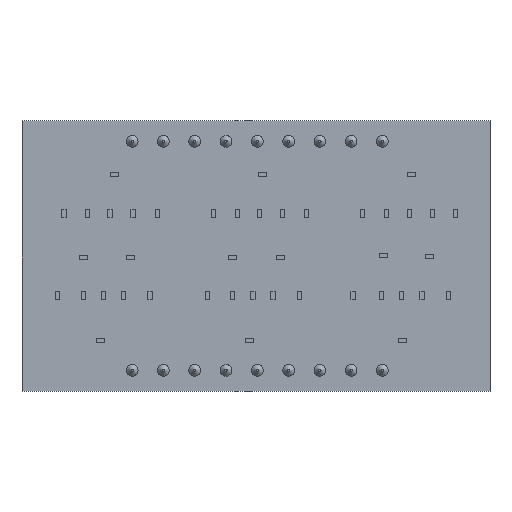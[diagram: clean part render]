
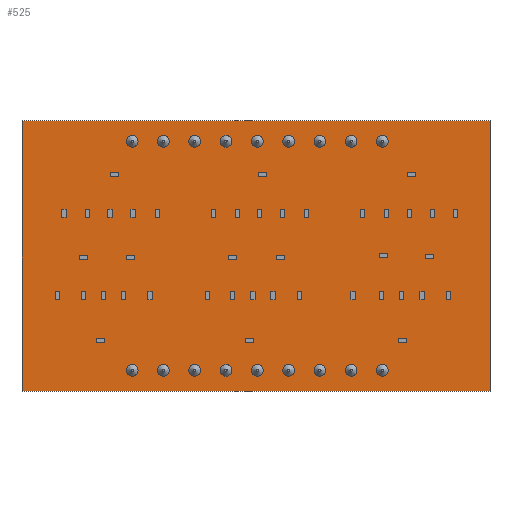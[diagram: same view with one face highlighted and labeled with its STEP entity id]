
A CAD part, top view. The second image highlights one B-rep face of the part: STEP entity #525.
In plain terms, the highlighted planar face has unit normal (0, 0, 1).
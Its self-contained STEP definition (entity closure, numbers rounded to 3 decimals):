
#211 = VERTEX_POINT('',#212);
#212 = CARTESIAN_POINT('',(-38.001,-0.001,0.411));
#219 = PLANE('',#220);
#220 = AXIS2_PLACEMENT_3D('',#221,#222,#223);
#221 = CARTESIAN_POINT('',(-38.001,-0.001,0.));
#222 = DIRECTION('',(0.,1.,0.));
#223 = DIRECTION('',(1.,0.,0.));
#231 = PLANE('',#232);
#232 = AXIS2_PLACEMENT_3D('',#233,#234,#235);
#233 = CARTESIAN_POINT('',(-38.001,22.001,0.));
#234 = DIRECTION('',(1.,0.,0.));
#235 = DIRECTION('',(0.,-1.,0.));
#243 = EDGE_CURVE('',#211,#244,#246,.T.);
#244 = VERTEX_POINT('',#245);
#245 = CARTESIAN_POINT('',(0.001,-0.001,0.411));
#246 = SURFACE_CURVE('',#247,(#251,#258),.PCURVE_S1.);
#247 = LINE('',#248,#249);
#248 = CARTESIAN_POINT('',(-38.001,-0.001,0.411));
#249 = VECTOR('',#250,1.);
#250 = DIRECTION('',(1.,0.,0.));
#251 = PCURVE('',#219,#252);
#252 = DEFINITIONAL_REPRESENTATION('',(#253),#257);
#253 = LINE('',#254,#255);
#254 = CARTESIAN_POINT('',(0.,-0.411));
#255 = VECTOR('',#256,1.);
#256 = DIRECTION('',(1.,0.));
#257 = ( GEOMETRIC_REPRESENTATION_CONTEXT(2) 
PARAMETRIC_REPRESENTATION_CONTEXT() REPRESENTATION_CONTEXT('2D SPACE',''
  ) );
#258 = PCURVE('',#259,#264);
#259 = PLANE('',#260);
#260 = AXIS2_PLACEMENT_3D('',#261,#262,#263);
#261 = CARTESIAN_POINT('',(-38.001,-0.001,0.411));
#262 = DIRECTION('',(0.,0.,-1.));
#263 = DIRECTION('',(-1.,0.,0.));
#264 = DEFINITIONAL_REPRESENTATION('',(#265),#269);
#265 = LINE('',#266,#267);
#266 = CARTESIAN_POINT('',(0.,0.));
#267 = VECTOR('',#268,1.);
#268 = DIRECTION('',(-1.,0.));
#269 = ( GEOMETRIC_REPRESENTATION_CONTEXT(2) 
PARAMETRIC_REPRESENTATION_CONTEXT() REPRESENTATION_CONTEXT('2D SPACE',''
  ) );
#287 = PLANE('',#288);
#288 = AXIS2_PLACEMENT_3D('',#289,#290,#291);
#289 = CARTESIAN_POINT('',(0.001,-0.001,0.));
#290 = DIRECTION('',(-1.,0.,0.));
#291 = DIRECTION('',(0.,1.,0.));
#329 = EDGE_CURVE('',#244,#330,#332,.T.);
#330 = VERTEX_POINT('',#331);
#331 = CARTESIAN_POINT('',(0.001,22.001,0.411));
#332 = SURFACE_CURVE('',#333,(#337,#344),.PCURVE_S1.);
#333 = LINE('',#334,#335);
#334 = CARTESIAN_POINT('',(0.001,-0.001,0.411));
#335 = VECTOR('',#336,1.);
#336 = DIRECTION('',(0.,1.,0.));
#337 = PCURVE('',#287,#338);
#338 = DEFINITIONAL_REPRESENTATION('',(#339),#343);
#339 = LINE('',#340,#341);
#340 = CARTESIAN_POINT('',(0.,-0.411));
#341 = VECTOR('',#342,1.);
#342 = DIRECTION('',(1.,0.));
#343 = ( GEOMETRIC_REPRESENTATION_CONTEXT(2) 
PARAMETRIC_REPRESENTATION_CONTEXT() REPRESENTATION_CONTEXT('2D SPACE',''
  ) );
#344 = PCURVE('',#259,#345);
#345 = DEFINITIONAL_REPRESENTATION('',(#346),#350);
#346 = LINE('',#347,#348);
#347 = CARTESIAN_POINT('',(-38.001,0.));
#348 = VECTOR('',#349,1.);
#349 = DIRECTION('',(0.,1.));
#350 = ( GEOMETRIC_REPRESENTATION_CONTEXT(2) 
PARAMETRIC_REPRESENTATION_CONTEXT() REPRESENTATION_CONTEXT('2D SPACE',''
  ) );
#368 = PLANE('',#369);
#369 = AXIS2_PLACEMENT_3D('',#370,#371,#372);
#370 = CARTESIAN_POINT('',(0.001,22.001,0.));
#371 = DIRECTION('',(0.,-1.,0.));
#372 = DIRECTION('',(-1.,0.,0.));
#405 = EDGE_CURVE('',#330,#406,#408,.T.);
#406 = VERTEX_POINT('',#407);
#407 = CARTESIAN_POINT('',(-38.001,22.001,0.411));
#408 = SURFACE_CURVE('',#409,(#413,#420),.PCURVE_S1.);
#409 = LINE('',#410,#411);
#410 = CARTESIAN_POINT('',(0.001,22.001,0.411));
#411 = VECTOR('',#412,1.);
#412 = DIRECTION('',(-1.,0.,0.));
#413 = PCURVE('',#368,#414);
#414 = DEFINITIONAL_REPRESENTATION('',(#415),#419);
#415 = LINE('',#416,#417);
#416 = CARTESIAN_POINT('',(0.,-0.411));
#417 = VECTOR('',#418,1.);
#418 = DIRECTION('',(1.,0.));
#419 = ( GEOMETRIC_REPRESENTATION_CONTEXT(2) 
PARAMETRIC_REPRESENTATION_CONTEXT() REPRESENTATION_CONTEXT('2D SPACE',''
  ) );
#420 = PCURVE('',#259,#421);
#421 = DEFINITIONAL_REPRESENTATION('',(#422),#426);
#422 = LINE('',#423,#424);
#423 = CARTESIAN_POINT('',(-38.001,22.001));
#424 = VECTOR('',#425,1.);
#425 = DIRECTION('',(1.,0.));
#426 = ( GEOMETRIC_REPRESENTATION_CONTEXT(2) 
PARAMETRIC_REPRESENTATION_CONTEXT() REPRESENTATION_CONTEXT('2D SPACE',''
  ) );
#476 = EDGE_CURVE('',#406,#211,#477,.T.);
#477 = SURFACE_CURVE('',#478,(#482,#489),.PCURVE_S1.);
#478 = LINE('',#479,#480);
#479 = CARTESIAN_POINT('',(-38.001,22.001,0.411));
#480 = VECTOR('',#481,1.);
#481 = DIRECTION('',(0.,-1.,0.));
#482 = PCURVE('',#231,#483);
#483 = DEFINITIONAL_REPRESENTATION('',(#484),#488);
#484 = LINE('',#485,#486);
#485 = CARTESIAN_POINT('',(0.,-0.411));
#486 = VECTOR('',#487,1.);
#487 = DIRECTION('',(1.,0.));
#488 = ( GEOMETRIC_REPRESENTATION_CONTEXT(2) 
PARAMETRIC_REPRESENTATION_CONTEXT() REPRESENTATION_CONTEXT('2D SPACE',''
  ) );
#489 = PCURVE('',#259,#490);
#490 = DEFINITIONAL_REPRESENTATION('',(#491),#495);
#491 = LINE('',#492,#493);
#492 = CARTESIAN_POINT('',(0.,22.001));
#493 = VECTOR('',#494,1.);
#494 = DIRECTION('',(0.,-1.));
#495 = ( GEOMETRIC_REPRESENTATION_CONTEXT(2) 
PARAMETRIC_REPRESENTATION_CONTEXT() REPRESENTATION_CONTEXT('2D SPACE',''
  ) );
#525 = ADVANCED_FACE('',(#526),#259,.F.);
#526 = FACE_BOUND('',#527,.T.);
#527 = EDGE_LOOP('',(#528,#529,#530,#531));
#528 = ORIENTED_EDGE('',*,*,#243,.T.);
#529 = ORIENTED_EDGE('',*,*,#329,.T.);
#530 = ORIENTED_EDGE('',*,*,#405,.T.);
#531 = ORIENTED_EDGE('',*,*,#476,.T.);
